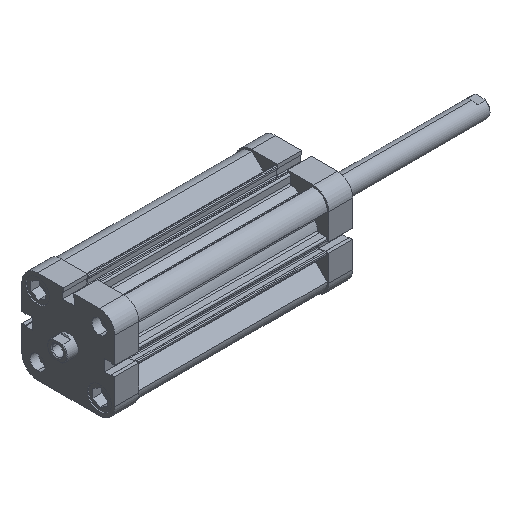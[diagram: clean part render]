
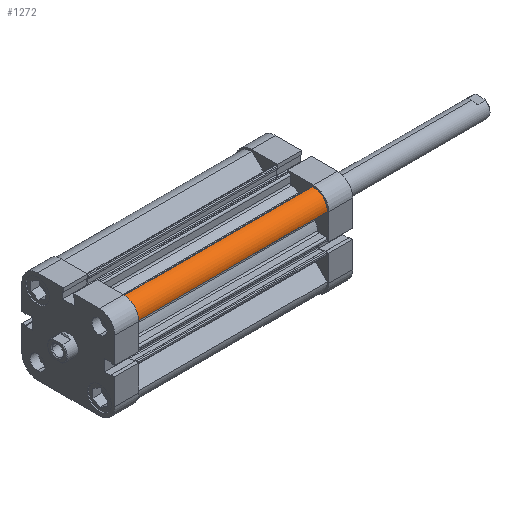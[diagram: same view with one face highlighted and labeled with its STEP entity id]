
A CAD part, isometric view. The second image highlights one B-rep face of the part: STEP entity #1272.
In plain terms, the highlighted cylindrical face has radius 8.5 mm (diameter 17 mm), a partial arc.
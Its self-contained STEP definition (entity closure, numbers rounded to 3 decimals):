
#381 = VERTEX_POINT ( 'NONE', #3781 ) ;
#385 = VERTEX_POINT ( 'NONE', #3785 ) ;
#664 = VERTEX_POINT ( 'NONE', #3989 ) ;
#665 = VERTEX_POINT ( 'NONE', #3990 ) ;
#889 = EDGE_CURVE ( 'NONE', #381, #665, #4912, .T. ) ;
#963 = EDGE_CURVE ( 'NONE', #665, #664, #5037, .T. ) ;
#980 = EDGE_CURVE ( 'NONE', #385, #664, #5063, .T. ) ;
#1130 = EDGE_CURVE ( 'NONE', #381, #385, #5281, .T. ) ;
#1272 = ADVANCED_FACE ( 'NONE', ( #5577 ), #5579, .T. ) ;
#1799 = EDGE_LOOP ( 'NONE', ( #7030, #6410, #7204, #5937 ) ) ;
#2946 = AXIS2_PLACEMENT_3D ( 'NONE', #4643, #4654, #4655 ) ;
#3018 = AXIS2_PLACEMENT_3D ( 'NONE', #6308, #6321, #6322 ) ;
#3170 = AXIS2_PLACEMENT_3D ( 'NONE', #6985, #6972, #6975 ) ;
#3781 = CARTESIAN_POINT ( 'NONE',  ( 18.654, -27.493, 116.5 ) ) ;
#3785 = CARTESIAN_POINT ( 'NONE',  ( 27.493, -18.654, 116.5 ) ) ;
#3989 = CARTESIAN_POINT ( 'NONE',  ( 27.493, -18.654, 0. ) ) ;
#3990 = CARTESIAN_POINT ( 'NONE',  ( 18.654, -27.493, 0. ) ) ;
#4477 = CARTESIAN_POINT ( 'NONE',  ( 18.654, -27.493, 116.5 ) ) ;
#4478 = DIRECTION ( 'NONE',  ( 0., 0., -1. ) ) ;
#4643 = CARTESIAN_POINT ( 'NONE',  ( 19., -19., 0. ) ) ;
#4654 = DIRECTION ( 'NONE',  ( 0., 0., 1. ) ) ;
#4655 = DIRECTION ( 'NONE',  ( -1., 0., 0. ) ) ;
#4692 = CARTESIAN_POINT ( 'NONE',  ( 27.493, -18.654, 116.5 ) ) ;
#4693 = DIRECTION ( 'NONE',  ( 0., 0., -1. ) ) ;
#4912 = LINE ( 'NONE', #4477, #4916 ) ;
#4916 = VECTOR ( 'NONE', #4478, 1000. ) ;
#5037 = CIRCLE ( 'NONE', #2946, 8.5 ) ;
#5063 = LINE ( 'NONE', #4692, #5064 ) ;
#5064 = VECTOR ( 'NONE', #4693, 1000. ) ;
#5281 = CIRCLE ( 'NONE', #3018, 8.5 ) ;
#5577 = FACE_OUTER_BOUND ( 'NONE', #1799, .T. ) ;
#5579 = CYLINDRICAL_SURFACE ( 'NONE', #3170, 8.5 ) ;
#5937 = ORIENTED_EDGE ( 'NONE', *, *, #889, .T. ) ;
#6308 = CARTESIAN_POINT ( 'NONE',  ( 19., -19., 116.5 ) ) ;
#6321 = DIRECTION ( 'NONE',  ( 0., 0., 1. ) ) ;
#6322 = DIRECTION ( 'NONE',  ( -1., 0., 0. ) ) ;
#6410 = ORIENTED_EDGE ( 'NONE', *, *, #980, .F. ) ;
#6972 = DIRECTION ( 'NONE',  ( 0., 0., -1. ) ) ;
#6975 = DIRECTION ( 'NONE',  ( -1., 0., 0. ) ) ;
#6985 = CARTESIAN_POINT ( 'NONE',  ( 19., -19., 116.5 ) ) ;
#7030 = ORIENTED_EDGE ( 'NONE', *, *, #963, .T. ) ;
#7204 = ORIENTED_EDGE ( 'NONE', *, *, #1130, .F. ) ;
